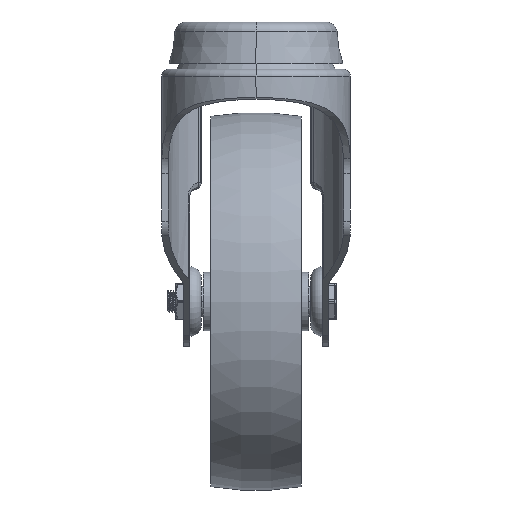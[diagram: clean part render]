
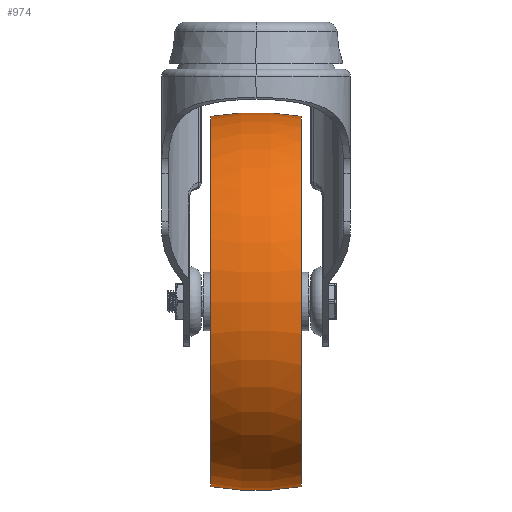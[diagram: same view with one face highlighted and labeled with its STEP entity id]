
A CAD part, left-side view. The second image highlights one B-rep face of the part: STEP entity #974.
In plain terms, the highlighted toroidal (fillet/blend) face has major radius 22.5 mm and minor radius 72.5 mm.
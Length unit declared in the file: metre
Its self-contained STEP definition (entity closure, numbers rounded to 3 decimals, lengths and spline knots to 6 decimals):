
#974=ADVANCED_FACE('',(#1593),#1594,.T.);
#1593=FACE_OUTER_BOUND('',#3595,.T.);
#1594=TOROIDAL_SURFACE('',#3596,-0.0225,0.0725);
#3595=EDGE_LOOP('',(#12533,#12534,#12535,#12536));
#3596=AXIS2_PLACEMENT_3D('',#12537,#12538,#12539);
#12533=ORIENTED_EDGE('',*,*,#14506,.T.);
#12534=ORIENTED_EDGE('',*,*,#14534,.F.);
#12535=ORIENTED_EDGE('',*,*,#14508,.T.);
#12536=ORIENTED_EDGE('',*,*,#14533,.T.);
#12537=CARTESIAN_POINT('',(0.0,0.,0.0));
#12538=DIRECTION('',(0.0,1.0,0.0));
#12539=DIRECTION('',(0.0,0.0,1.0));
#14506=EDGE_CURVE('',#15665,#15666,#15667,.T.);
#14508=EDGE_CURVE('',#15670,#15668,#15671,.T.);
#14533=EDGE_CURVE('',#15668,#15665,#15708,.T.);
#14534=EDGE_CURVE('',#15670,#15666,#15709,.T.);
#15665=VERTEX_POINT('',#17906);
#15666=VERTEX_POINT('',#17907);
#15667=CIRCLE('',#17908,0.0725);
#15668=VERTEX_POINT('',#17909);
#15670=VERTEX_POINT('',#17911);
#15671=CIRCLE('',#17912,0.0725);
#15708=CIRCLE('',#17957,0.049);
#15709=CIRCLE('',#17958,0.049);
#17906=CARTESIAN_POINT('',(0.0,-0.012,0.049));
#17907=CARTESIAN_POINT('',(0.0,0.012,0.049));
#17908=AXIS2_PLACEMENT_3D('',#28741,#28742,#28743);
#17909=CARTESIAN_POINT('',(0.,-0.012,-0.049));
#17911=CARTESIAN_POINT('',(0.,0.012,-0.049));
#17912=AXIS2_PLACEMENT_3D('',#28747,#28748,#28749);
#17957=AXIS2_PLACEMENT_3D('',#28806,#28807,#28808);
#17958=AXIS2_PLACEMENT_3D('',#28809,#28810,#28811);
#28741=CARTESIAN_POINT('',(0.,0.,-0.0225));
#28742=DIRECTION('',(-1.0,0.0,0.));
#28743=DIRECTION('',(0.,-0.0,1.0));
#28747=CARTESIAN_POINT('',(0.,0.,0.0225));
#28748=DIRECTION('',(-1.0,0.0,0.));
#28749=DIRECTION('',(0.,0.0,-1.0));
#28806=CARTESIAN_POINT('',(0.0,-0.012,0.0));
#28807=DIRECTION('',(0.0,1.0,0.0));
#28808=DIRECTION('',(0.0,0.0,1.0));
#28809=CARTESIAN_POINT('',(0.0,0.012,0.0));
#28810=DIRECTION('',(0.0,1.0,0.0));
#28811=DIRECTION('',(0.0,0.0,1.0));
